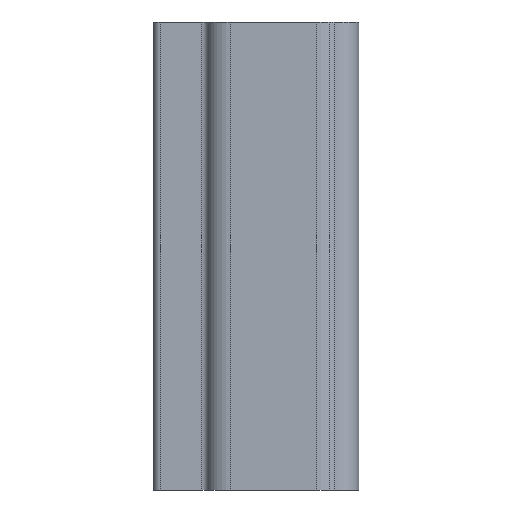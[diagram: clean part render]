
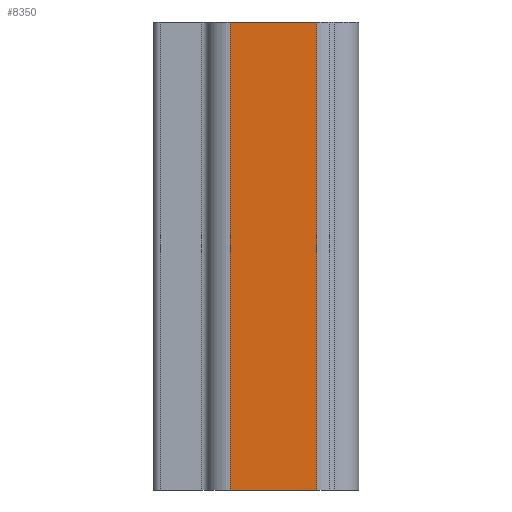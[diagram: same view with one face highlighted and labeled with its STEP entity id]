
A CAD part, left-side view. The second image highlights one B-rep face of the part: STEP entity #8350.
In plain terms, the highlighted planar face has unit normal (-1, 0, 0).
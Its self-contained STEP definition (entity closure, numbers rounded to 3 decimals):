
#470=CARTESIAN_POINT('',(-25.931,-3.858,0.));
#480=VERTEX_POINT('',#470);
#510=CARTESIAN_POINT('',(-25.931,-31.358,0.));
#520=DIRECTION('',(0.,1.,0.));
#530=VECTOR('',#520,1.);
#540=LINE('',#510,#530);
#550=CARTESIAN_POINT('',(-25.931,-22.337,0.));
#560=VERTEX_POINT('',#550);
#570=EDGE_CURVE('',#560,#480,#540,.T.);
#6730=CARTESIAN_POINT('',(-25.931,-22.337,100.));
#6740=VERTEX_POINT('',#6730);
#6770=CARTESIAN_POINT('',(-25.931,-31.358,100.));
#6780=DIRECTION('',(0.,1.,0.));
#6790=VECTOR('',#6780,1.);
#6800=LINE('',#6770,#6790);
#6810=CARTESIAN_POINT('',(-25.931,-3.858,100.));
#6820=VERTEX_POINT('',#6810);
#6830=EDGE_CURVE('',#6740,#6820,#6800,.T.);
#8090=CARTESIAN_POINT('',(-25.931,-3.858,0.));
#8100=DIRECTION('',(0.,0.,1.));
#8110=VECTOR('',#8100,1.);
#8120=LINE('',#8090,#8110);
#8130=EDGE_CURVE('',#480,#6820,#8120,.T.);
#8190=CARTESIAN_POINT('',(-25.931,-22.337,0.));
#8200=DIRECTION('',(-1.,0.,0.));
#8210=DIRECTION('',(0.,1.,0.));
#8220=AXIS2_PLACEMENT_3D('',#8190,#8200,#8210);
#8230=PLANE('',#8220);
#8240=ORIENTED_EDGE('',*,*,#8130,.F.);
#8250=ORIENTED_EDGE('',*,*,#6830,.T.);
#8260=CARTESIAN_POINT('',(-25.931,-22.337,0.));
#8270=DIRECTION('',(0.,0.,1.));
#8280=VECTOR('',#8270,1.);
#8290=LINE('',#8260,#8280);
#8300=EDGE_CURVE('',#560,#6740,#8290,.T.);
#8310=ORIENTED_EDGE('',*,*,#8300,.T.);
#8320=ORIENTED_EDGE('',*,*,#570,.F.);
#8330=EDGE_LOOP('',(#8320,#8310,#8250,#8240));
#8340=FACE_OUTER_BOUND('',#8330,.T.);
#8350=ADVANCED_FACE('',(#8340),#8230,.T.);
